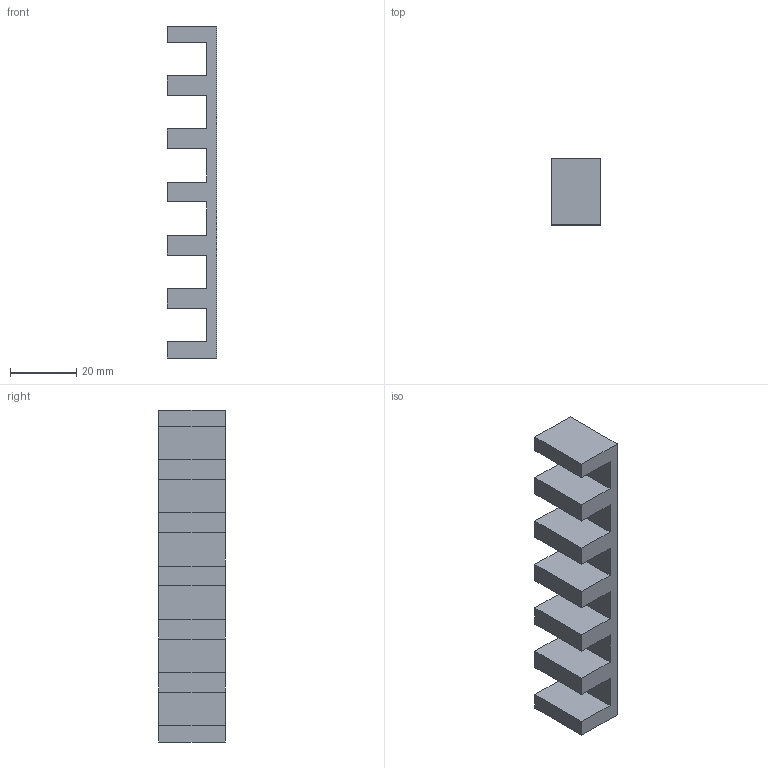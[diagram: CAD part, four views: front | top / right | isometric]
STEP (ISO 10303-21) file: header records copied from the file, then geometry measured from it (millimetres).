
FILE_DESCRIPTION(/* description */ (''),/* implementation_level */ '2;1');
FILE_NAME(/* name */ 'pneunet_approximate_test.STEP',/* time_stamp */ '2021-03-25T15:33:09+00:00',/* author */ ('Charlie'),/* organization */ (''),/* preprocessor_version */ 'ST-DEVELOPER v18.1',/* originating_system */ 'Autodesk Inventor 2021',/* authorisation */ '');
FILE_SCHEMA (('AUTOMOTIVE_DESIGN { 1 0 10303 214 3 1 1 }'));
Length unit declared in the file: millimetre
Products named in the file (1): pneunet_approximate_test
Bounding box: 15 x 20 x 100 mm (x, y, z)
Volume: 15600 mm3; surface area: 9040 mm2
Topology: 1 solids, 1 shells, 30 faces, 84 edges, 56 vertices
Faces by surface type: plane 30
Entity records: 989 total; most frequent: CARTESIAN_POINT 171, ORIENTED_EDGE 168, DIRECTION 146, LINE 84, VECTOR 84, EDGE_CURVE 84, VERTEX_POINT 56, AXIS2_PLACEMENT_3D 31
